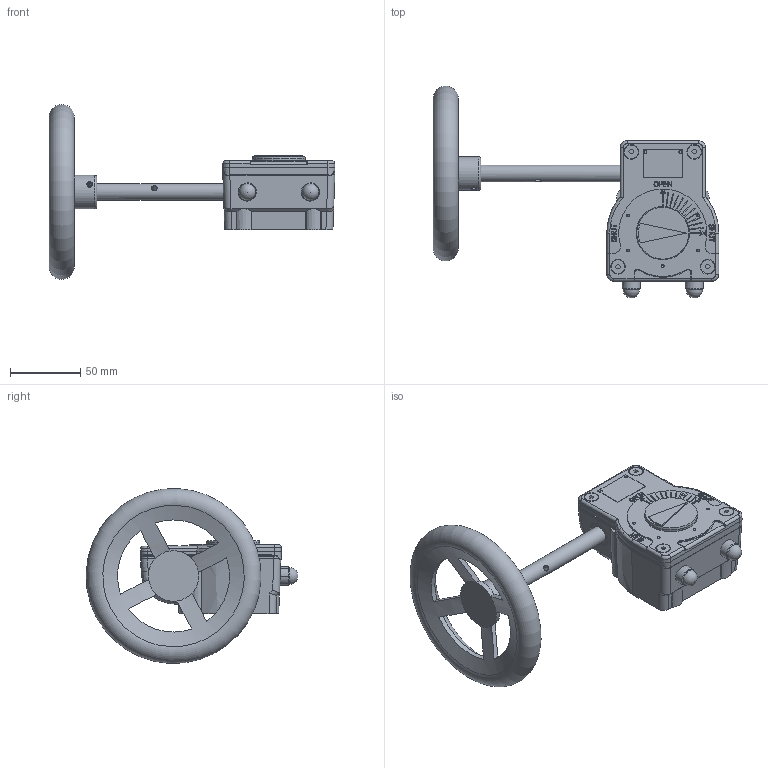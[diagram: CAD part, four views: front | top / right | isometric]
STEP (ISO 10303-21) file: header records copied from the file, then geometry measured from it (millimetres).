
FILE_DESCRIPTION(/* description */ (''),/* implementation_level */ '2;1');
FILE_NAME(/* name */ 'Handgetriebe 232-05 F05-F07 PS125.stp',/* time_stamp */ '2020-05-25T13:54:11+02:00',/* author */ ('zank'),/* organization */ (''),/* preprocessor_version */ 'ST-DEVELOPER v16.5',/* originating_system */ 'Autodesk Inventor 2017',/* authorisation */ '');
FILE_SCHEMA (('AUTOMOTIVE_DESIGN { 1 0 10303 214 3 1 1 }'));
Length unit declared in the file: millimetre
Products named in the file (1): Handgetriebe 232-05 F05-F07 PS125
Bounding box: 204 x 151.24 x 124.88 mm (x, y, z)
Volume: 287196.6 mm3; surface area: 119080.2 mm2
Topology: 3 solids, 12 shells, 1402 faces, 3579 edges, 2259 vertices
Faces by surface type: plane 722, cylinder 322, bspline 162, cone 92, torus 70, sphere 34
Full cylindrical faces by diameter (mm): 2.5 x2, 2.6 x2, 4 x2, 4.1 x2, 4.2 x4, 4.917 x4, 5 x4, 5.5 x4, 6.5 x4, 6.647 x4, 9.78 x4, 10 x1, 10.5 x4, 12 x4, 12.5 x1, 13 x2, 14 x2, 16 x1, 18 x2, 24 x1, 26 x1, 32.1 x2, 32.46 x1, 34 x2, 35 x2, 38 x1, 40 x1
Entity records: 54526 total; most frequent: CARTESIAN_POINT 20460, ORIENTED_EDGE 6718, DIRECTION 6675, EDGE_CURVE 3359, AXIS2_PLACEMENT_3D 2375, VERTEX_POINT 2187, LINE 1925, VECTOR 1925
